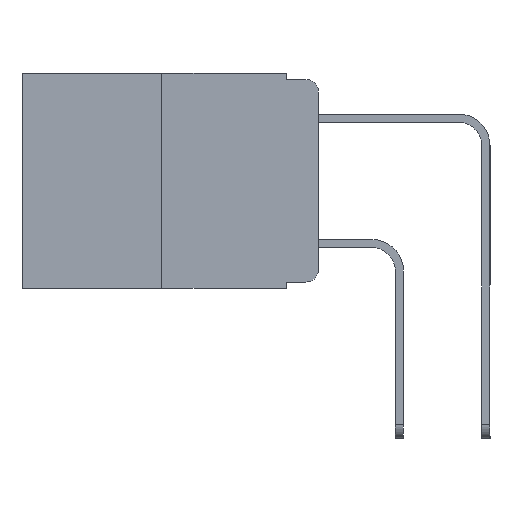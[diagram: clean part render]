
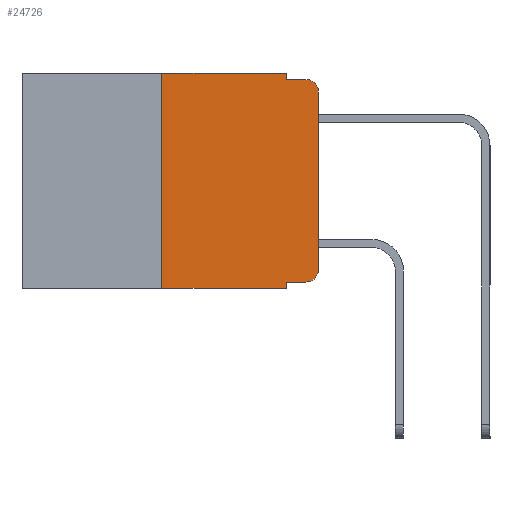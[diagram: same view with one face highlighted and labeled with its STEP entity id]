
A CAD part, left-side view. The second image highlights one B-rep face of the part: STEP entity #24726.
In plain terms, the highlighted planar face has unit normal (-1, 0, 0).
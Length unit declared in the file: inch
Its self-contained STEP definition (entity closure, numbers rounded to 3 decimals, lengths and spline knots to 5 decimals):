
#74 = ORIENTED_EDGE ( 'NONE', *, *, #19996, .T. ) ;
#338 = VECTOR ( 'NONE', #5799, 39.37008 ) ;
#874 = CARTESIAN_POINT ( 'NONE',  ( 0., 0.051, -0.01 ) ) ;
#998 = CARTESIAN_POINT ( 'NONE',  ( 0., 0.051, -0.333 ) ) ;
#1208 = CARTESIAN_POINT ( 'NONE',  ( 0., 0.02, -0.01 ) ) ;
#1233 = EDGE_CURVE ( 'NONE', #17180, #3969, #11705, .T. ) ;
#2111 = LINE ( 'NONE', #8068, #13231 ) ;
#2396 = ORIENTED_EDGE ( 'NONE', *, *, #1233, .F. ) ;
#2968 = CARTESIAN_POINT ( 'NONE',  ( 0., 0.051, 0. ) ) ;
#3179 = VERTEX_POINT ( 'NONE', #5028 ) ;
#3938 = VECTOR ( 'NONE', #21637, 39.37008 ) ;
#3969 = VERTEX_POINT ( 'NONE', #7554 ) ;
#4455 = EDGE_CURVE ( 'NONE', #3179, #25073, #18713, .T. ) ;
#4646 = CARTESIAN_POINT ( 'NONE',  ( 0., 0., 0. ) ) ;
#4990 = CARTESIAN_POINT ( 'NONE',  ( 0., 0.25, 0. ) ) ;
#5028 = CARTESIAN_POINT ( 'NONE',  ( 0., 0.02, -0.333 ) ) ;
#5065 = CARTESIAN_POINT ( 'NONE',  ( 0., 0.02, -0.03 ) ) ;
#5336 = PLANE ( 'NONE',  #8142 ) ;
#5398 = VERTEX_POINT ( 'NONE', #22374 ) ;
#5799 = DIRECTION ( 'NONE',  ( 0., -1., 0. ) ) ;
#5846 = EDGE_CURVE ( 'NONE', #3969, #23360, #2111, .T. ) ;
#6044 = EDGE_CURVE ( 'NONE', #8105, #16368, #23596, .T. ) ;
#6420 = VECTOR ( 'NONE', #21207, 39.37008 ) ;
#6878 = CARTESIAN_POINT ( 'NONE',  ( 0., 0.051, 0. ) ) ;
#6963 = ORIENTED_EDGE ( 'NONE', *, *, #5846, .F. ) ;
#7117 = EDGE_LOOP ( 'NONE', ( #15722, #18818, #22555, #16939, #6963, #2396, #74, #9641, #12893, #17371 ) ) ;
#7154 = DIRECTION ( 'NONE',  ( 0., 0., -1. ) ) ;
#7186 = CARTESIAN_POINT ( 'NONE',  ( 0., 0.051, -0.343 ) ) ;
#7498 = VERTEX_POINT ( 'NONE', #17417 ) ;
#7554 = CARTESIAN_POINT ( 'NONE',  ( 0., 0.25, 0. ) ) ;
#8068 = CARTESIAN_POINT ( 'NONE',  ( 0., 0.473, 0. ) ) ;
#8105 = VERTEX_POINT ( 'NONE', #874 ) ;
#8142 = AXIS2_PLACEMENT_3D ( 'NONE', #19743, #9532, #23694 ) ;
#8386 = LINE ( 'NONE', #2968, #13229 ) ;
#8885 = LINE ( 'NONE', #998, #3938 ) ;
#9532 = DIRECTION ( 'NONE',  ( 1., 0., 0. ) ) ;
#9641 = ORIENTED_EDGE ( 'NONE', *, *, #17952, .F. ) ;
#10413 = CARTESIAN_POINT ( 'NONE',  ( 0., 0.25, -0.343 ) ) ;
#11056 = CARTESIAN_POINT ( 'NONE',  ( 0., 0.02, -0.313 ) ) ;
#11705 = LINE ( 'NONE', #4990, #17154 ) ;
#11969 = LINE ( 'NONE', #6878, #6420 ) ;
#12099 = CIRCLE ( 'NONE', #15981, 0.02 ) ;
#12893 = ORIENTED_EDGE ( 'NONE', *, *, #20502, .T. ) ;
#13150 = DIRECTION ( 'NONE',  ( 0., 0., -1. ) ) ;
#13229 = VECTOR ( 'NONE', #23474, 39.37008 ) ;
#13231 = VECTOR ( 'NONE', #20325, 39.37008 ) ;
#13515 = LINE ( 'NONE', #4646, #18291 ) ;
#14897 = DIRECTION ( 'NONE',  ( 0., -1., 0. ) ) ;
#15722 = ORIENTED_EDGE ( 'NONE', *, *, #25652, .T. ) ;
#15981 = AXIS2_PLACEMENT_3D ( 'NONE', #5065, #19487, #7154 ) ;
#16295 = LINE ( 'NONE', #20363, #338 ) ;
#16368 = VERTEX_POINT ( 'NONE', #1208 ) ;
#16939 = ORIENTED_EDGE ( 'NONE', *, *, #24553, .F. ) ;
#16945 = DIRECTION ( 'NONE',  ( 0., 0., 1. ) ) ;
#17154 = VECTOR ( 'NONE', #23223, 39.37008 ) ;
#17180 = VERTEX_POINT ( 'NONE', #10413 ) ;
#17371 = ORIENTED_EDGE ( 'NONE', *, *, #4455, .T. ) ;
#17417 = CARTESIAN_POINT ( 'NONE',  ( 0., 0., -0.03 ) ) ;
#17952 = EDGE_CURVE ( 'NONE', #5398, #23998, #8386, .T. ) ;
#18291 = VECTOR ( 'NONE', #16945, 39.37008 ) ;
#18713 = CIRCLE ( 'NONE', #24367, 0.02 ) ;
#18818 = ORIENTED_EDGE ( 'NONE', *, *, #20351, .T. ) ;
#19370 = CARTESIAN_POINT ( 'NONE',  ( 0., 0.051, 0. ) ) ;
#19487 = DIRECTION ( 'NONE',  ( -1., 0., 0. ) ) ;
#19743 = CARTESIAN_POINT ( 'NONE',  ( 0., 0.473, 0. ) ) ;
#19996 = EDGE_CURVE ( 'NONE', #17180, #23998, #16295, .T. ) ;
#20325 = DIRECTION ( 'NONE',  ( 0., -1., 0. ) ) ;
#20351 = EDGE_CURVE ( 'NONE', #7498, #16368, #12099, .T. ) ;
#20363 = CARTESIAN_POINT ( 'NONE',  ( 0., 0.473, -0.343 ) ) ;
#20502 = EDGE_CURVE ( 'NONE', #5398, #3179, #8885, .T. ) ;
#20926 = CARTESIAN_POINT ( 'NONE',  ( 0., 0.051, -0.01 ) ) ;
#21207 = DIRECTION ( 'NONE',  ( 0., 0., -1. ) ) ;
#21637 = DIRECTION ( 'NONE',  ( 0., -1., 0. ) ) ;
#22374 = CARTESIAN_POINT ( 'NONE',  ( 0., 0.051, -0.333 ) ) ;
#22555 = ORIENTED_EDGE ( 'NONE', *, *, #6044, .F. ) ;
#22986 = VECTOR ( 'NONE', #14897, 39.37008 ) ;
#23223 = DIRECTION ( 'NONE',  ( 0., 0., 1. ) ) ;
#23360 = VERTEX_POINT ( 'NONE', #19370 ) ;
#23474 = DIRECTION ( 'NONE',  ( 0., 0., -1. ) ) ;
#23596 = LINE ( 'NONE', #20926, #22986 ) ;
#23694 = DIRECTION ( 'NONE',  ( 0., 0., -1. ) ) ;
#23998 = VERTEX_POINT ( 'NONE', #7186 ) ;
#24367 = AXIS2_PLACEMENT_3D ( 'NONE', #11056, #25174, #13150 ) ;
#24553 = EDGE_CURVE ( 'NONE', #23360, #8105, #11969, .T. ) ;
#24717 = CARTESIAN_POINT ( 'NONE',  ( 0., 0., -0.313 ) ) ;
#24726 = ADVANCED_FACE ( 'NONE', ( #24874 ), #5336, .F. ) ;
#24874 = FACE_OUTER_BOUND ( 'NONE', #7117, .T. ) ;
#25073 = VERTEX_POINT ( 'NONE', #24717 ) ;
#25174 = DIRECTION ( 'NONE',  ( -1., 0., 0. ) ) ;
#25652 = EDGE_CURVE ( 'NONE', #25073, #7498, #13515, .T. ) ;
